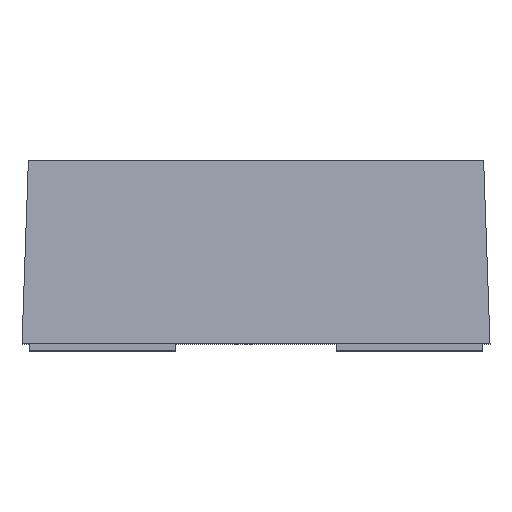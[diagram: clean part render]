
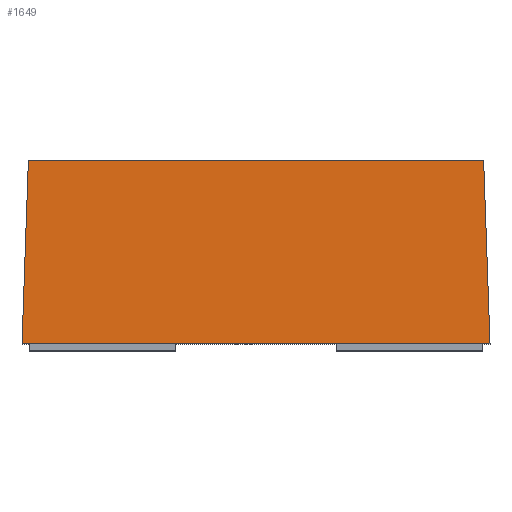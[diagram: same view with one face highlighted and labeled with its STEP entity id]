
A CAD part, top view. The second image highlights one B-rep face of the part: STEP entity #1649.
In plain terms, the highlighted planar face has unit normal (0, 0.035, 0.999).
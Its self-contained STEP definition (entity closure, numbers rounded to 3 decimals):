
#11 = LINE ( 'NONE', #995, #1324 ) ;
#26 = VERTEX_POINT ( 'NONE', #1138 ) ;
#100 = DIRECTION ( 'NONE',  ( 1., 0., 0. ) ) ;
#139 = EDGE_CURVE ( 'NONE', #26, #1088, #1683, .T. ) ;
#142 = EDGE_CURVE ( 'NONE', #1245, #2053, #11, .T. ) ;
#255 = VECTOR ( 'NONE', #100, 1000. ) ;
#412 = CARTESIAN_POINT ( 'NONE',  ( -1.556, 1.25, 1.556 ) ) ;
#542 = EDGE_LOOP ( 'NONE', ( #2060, #867, #949, #716 ) ) ;
#628 = AXIS2_PLACEMENT_3D ( 'NONE', #1263, #1426, #1093 ) ;
#716 = ORIENTED_EDGE ( 'NONE', *, *, #139, .T. ) ;
#759 = FACE_OUTER_BOUND ( 'NONE', #542, .T. ) ;
#785 = PLANE ( 'NONE',  #628 ) ;
#867 = ORIENTED_EDGE ( 'NONE', *, *, #142, .T. ) ;
#949 = ORIENTED_EDGE ( 'NONE', *, *, #2018, .T. ) ;
#975 = CARTESIAN_POINT ( 'NONE',  ( 1.556, 1.25, 1.556 ) ) ;
#995 = CARTESIAN_POINT ( 'NONE',  ( -1.556, 1.25, 1.556 ) ) ;
#1070 = CARTESIAN_POINT ( 'NONE',  ( -1.6, 0., 1.6 ) ) ;
#1088 = VERTEX_POINT ( 'NONE', #975 ) ;
#1093 = DIRECTION ( 'NONE',  ( 0., -0.999, 0.035 ) ) ;
#1138 = CARTESIAN_POINT ( 'NONE',  ( 1.6, 0., 1.6 ) ) ;
#1245 = VERTEX_POINT ( 'NONE', #412 ) ;
#1263 = CARTESIAN_POINT ( 'NONE',  ( -1.6, 0., 1.6 ) ) ;
#1274 = VECTOR ( 'NONE', #1743, 1000. ) ;
#1324 = VECTOR ( 'NONE', #1338, 1000. ) ;
#1338 = DIRECTION ( 'NONE',  ( -0.035, -0.999, 0.035 ) ) ;
#1383 = DIRECTION ( 'NONE',  ( 1., 0., 0. ) ) ;
#1426 = DIRECTION ( 'NONE',  ( 0., 0.035, 0.999 ) ) ;
#1590 = CARTESIAN_POINT ( 'NONE',  ( 1.6, 1.25, 1.556 ) ) ;
#1649 = ADVANCED_FACE ( 'NONE', ( #759 ), #785, .T. ) ;
#1671 = LINE ( 'NONE', #1070, #2068 ) ;
#1683 = LINE ( 'NONE', #1765, #1274 ) ;
#1717 = EDGE_CURVE ( 'NONE', #1245, #1088, #1984, .T. ) ;
#1743 = DIRECTION ( 'NONE',  ( -0.035, 0.999, -0.035 ) ) ;
#1765 = CARTESIAN_POINT ( 'NONE',  ( 1.6, 0., 1.6 ) ) ;
#1984 = LINE ( 'NONE', #1590, #255 ) ;
#2018 = EDGE_CURVE ( 'NONE', #2053, #26, #1671, .T. ) ;
#2053 = VERTEX_POINT ( 'NONE', #2059 ) ;
#2059 = CARTESIAN_POINT ( 'NONE',  ( -1.6, 0., 1.6 ) ) ;
#2060 = ORIENTED_EDGE ( 'NONE', *, *, #1717, .F. ) ;
#2068 = VECTOR ( 'NONE', #1383, 1000. ) ;
